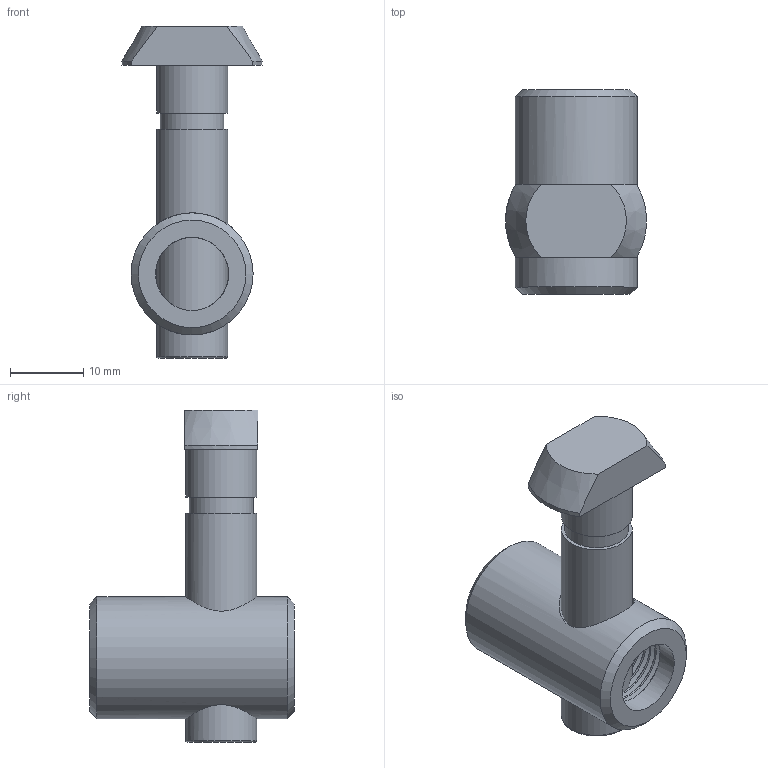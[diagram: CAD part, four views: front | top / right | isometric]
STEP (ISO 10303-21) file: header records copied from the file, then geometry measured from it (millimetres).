
FILE_DESCRIPTION (( 'STEP AP203' ), '1' );
FILE_NAME ('AL-302.0302A.01 Áûñòðîñú¸ìíûé ñîåäèíèòåëü R2-2 Ïàç 10.STEP', '2023-08-21T11:44:29', ( '' ), ( '' ), 'SwSTEP 2.0', 'SolidWorks 2021', '' );
FILE_SCHEMA (( 'CONFIG_CONTROL_DESIGN' ));
Products named in the file (4): 鎗鵻罻 R2-1; AL-302.0302A.01 Áûñòðîñú¸ìíûé ñîåäèíèòåëü R2-2 Ïàç 10; âèíò óñòàíîâî÷íûé ì10; ò ýëåìåíòR2-2
Assembly tree (3 placements, depth 2):
  AL-302.0302A.01 Áûñòðîñú¸ìíûé ñîåäèíèòåëü R2-2 Ïàç 10
    鎗鵻罻 R2-1
    ò ýëåìåíòR2-2
    âèíò óñòàíîâî÷íûé ì10
Bounding box: 19.27 x 28 x 45.4 mm (x, y, z)
Volume: 7708 mm3; surface area: 5510.4 mm2
Topology: 3 solids, 3 shells, 127 faces, 349 edges, 230 vertices
Faces by surface type: bspline 64, cylinder 32, plane 22, cone 7, torus 2
Full cylindrical faces by diameter (mm): 8.7 x1, 9.6 x2, 9.7 x2, 10 x3, 16.7 x1
Entity records: 58795 total; most frequent: CARTESIAN_POINT 56193, ORIENTED_EDGE 628, EDGE_CURVE 314, VERTEX_POINT 215, DIRECTION 210, B_SPLINE_CURVE_WITH_KNOTS 172, EDGE_LOOP 147, FACE_OUTER_BOUND 134
